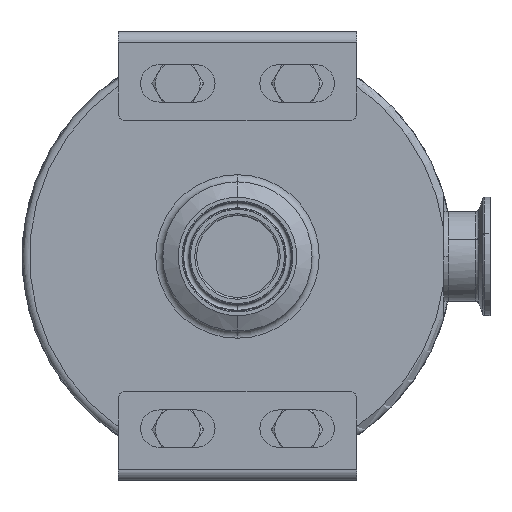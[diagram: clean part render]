
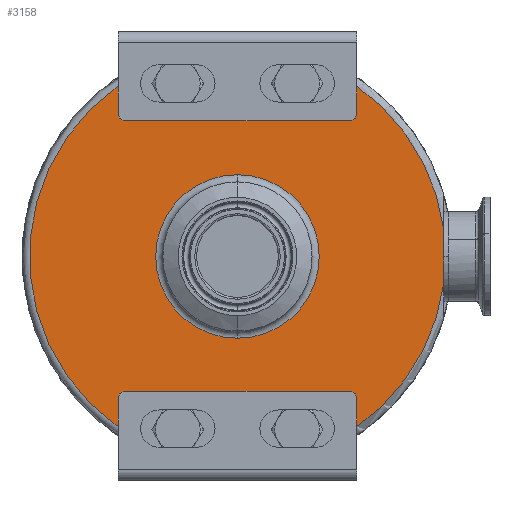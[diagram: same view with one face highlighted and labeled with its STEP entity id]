
A CAD part, front view. The second image highlights one B-rep face of the part: STEP entity #3158.
In plain terms, the highlighted planar face has unit normal (0, -1, 0).
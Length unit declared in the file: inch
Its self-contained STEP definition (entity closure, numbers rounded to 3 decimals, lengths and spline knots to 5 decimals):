
#142 = CIRCLE ( 'NONE', #6525, 0.125 ) ;
#160 = ORIENTED_EDGE ( 'NONE', *, *, #10036, .T. ) ;
#212 = AXIS2_PLACEMENT_3D ( 'NONE', #10039, #6130, #11041 ) ;
#293 = EDGE_CURVE ( 'NONE', #11167, #454, #766, .T. ) ;
#416 = DIRECTION ( 'NONE',  ( 1., 0., 0. ) ) ;
#454 = VERTEX_POINT ( 'NONE', #9297 ) ;
#486 = DIRECTION ( 'NONE',  ( 0., -1., 0. ) ) ;
#696 = ORIENTED_EDGE ( 'NONE', *, *, #3199, .T. ) ;
#724 = CARTESIAN_POINT ( 'NONE',  ( -1.875, -1.39, -2.25852 ) ) ;
#766 = CIRCLE ( 'NONE', #11971, 1.37 ) ;
#831 = DIRECTION ( 'NONE',  ( 0., 1., 0. ) ) ;
#842 = CARTESIAN_POINT ( 'NONE',  ( 3.454, -1.39, -0.4638 ) ) ;
#847 = ORIENTED_EDGE ( 'NONE', *, *, #9872, .T. ) ;
#888 = LINE ( 'NONE', #4374, #3316 ) ;
#915 = DIRECTION ( 'NONE',  ( 0., 0., -1. ) ) ;
#916 = DIRECTION ( 'NONE',  ( 0., 0., -1. ) ) ;
#918 = CARTESIAN_POINT ( 'NONE',  ( 2., -1.39, -2.85398 ) ) ;
#1077 = DIRECTION ( 'NONE',  ( 0., 0., -1. ) ) ;
#1146 = EDGE_CURVE ( 'NONE', #454, #11167, #3030, .T. ) ;
#1164 = DIRECTION ( 'NONE',  ( 0., 0., -1. ) ) ;
#1269 = CARTESIAN_POINT ( 'NONE',  ( -2., -1.39, -2.85398 ) ) ;
#1422 = VECTOR ( 'NONE', #7833, 39.37008 ) ;
#1958 = VERTEX_POINT ( 'NONE', #10767 ) ;
#1989 = VERTEX_POINT ( 'NONE', #10942 ) ;
#1998 = VECTOR ( 'NONE', #10017, 39.37008 ) ;
#2112 = EDGE_LOOP ( 'NONE', ( #8976, #6713, #160, #11142, #10547, #3553, #7082, #847, #12371, #4470, #8878, #5247, #696, #5713 ) ) ;
#2496 = EDGE_CURVE ( 'NONE', #12456, #2642, #11933, .T. ) ;
#2642 = VERTEX_POINT ( 'NONE', #1269 ) ;
#2681 = CARTESIAN_POINT ( 'NONE',  ( -1.875, -1.39, 2.39946 ) ) ;
#2740 = CARTESIAN_POINT ( 'NONE',  ( 0., -1.39, 0. ) ) ;
#2845 = CIRCLE ( 'NONE', #212, 0.125 ) ;
#2912 = VERTEX_POINT ( 'NONE', #918 ) ;
#3030 = CIRCLE ( 'NONE', #5023, 1.37 ) ;
#3123 = EDGE_CURVE ( 'NONE', #10263, #3677, #7500, .T. ) ;
#3158 = ADVANCED_FACE ( 'NONE', ( #5547, #12381 ), #8061, .F. ) ;
#3199 = EDGE_CURVE ( 'NONE', #2912, #8557, #6600, .T. ) ;
#3203 = DIRECTION ( 'NONE',  ( 0., 0., 1. ) ) ;
#3208 = EDGE_CURVE ( 'NONE', #11944, #1958, #3998, .T. ) ;
#3316 = VECTOR ( 'NONE', #10184, 39.37008 ) ;
#3462 = CARTESIAN_POINT ( 'NONE',  ( 2., -1.39, 3.58696 ) ) ;
#3553 = ORIENTED_EDGE ( 'NONE', *, *, #10126, .F. ) ;
#3575 = AXIS2_PLACEMENT_3D ( 'NONE', #2681, #11432, #4634 ) ;
#3652 = VERTEX_POINT ( 'NONE', #5764 ) ;
#3677 = VERTEX_POINT ( 'NONE', #724 ) ;
#3683 = CIRCLE ( 'NONE', #6276, 3.485 ) ;
#3735 = AXIS2_PLACEMENT_3D ( 'NONE', #4287, #11980, #3203 ) ;
#3827 = DIRECTION ( 'NONE',  ( 0., -1., 0. ) ) ;
#3955 = EDGE_CURVE ( 'NONE', #1989, #11944, #3683, .T. ) ;
#3998 = LINE ( 'NONE', #3462, #12229 ) ;
#4050 = CARTESIAN_POINT ( 'NONE',  ( 2., -1.39, -2.38352 ) ) ;
#4287 = CARTESIAN_POINT ( 'NONE',  ( -3.485, -1.39, 0. ) ) ;
#4374 = CARTESIAN_POINT ( 'NONE',  ( 2., -1.39, -3.57102 ) ) ;
#4379 = DIRECTION ( 'NONE',  ( 0., 0., -1. ) ) ;
#4425 = VECTOR ( 'NONE', #1164, 39.37008 ) ;
#4470 = ORIENTED_EDGE ( 'NONE', *, *, #7918, .F. ) ;
#4525 = DIRECTION ( 'NONE',  ( 0., 0., 1. ) ) ;
#4634 = DIRECTION ( 'NONE',  ( 0., 0., 1. ) ) ;
#5023 = AXIS2_PLACEMENT_3D ( 'NONE', #6131, #11244, #10302 ) ;
#5247 = ORIENTED_EDGE ( 'NONE', *, *, #11887, .F. ) ;
#5404 = DIRECTION ( 'NONE',  ( 0., 0., -1. ) ) ;
#5469 = VERTEX_POINT ( 'NONE', #4050 ) ;
#5547 = FACE_BOUND ( 'NONE', #9789, .T. ) ;
#5685 = EDGE_CURVE ( 'NONE', #10774, #3652, #11833, .T. ) ;
#5713 = ORIENTED_EDGE ( 'NONE', *, *, #7219, .T. ) ;
#5764 = CARTESIAN_POINT ( 'NONE',  ( 1.875, -1.39, 2.27446 ) ) ;
#6080 = LINE ( 'NONE', #9422, #7751 ) ;
#6130 = DIRECTION ( 'NONE',  ( 0., 1., 0. ) ) ;
#6131 = CARTESIAN_POINT ( 'NONE',  ( 0., -1.39, 0. ) ) ;
#6276 = AXIS2_PLACEMENT_3D ( 'NONE', #10836, #6880, #1077 ) ;
#6357 = CARTESIAN_POINT ( 'NONE',  ( -2., -1.39, 2.85398 ) ) ;
#6525 = AXIS2_PLACEMENT_3D ( 'NONE', #10615, #831, #10662 ) ;
#6588 = VERTEX_POINT ( 'NONE', #6668 ) ;
#6600 = CIRCLE ( 'NONE', #7003, 3.485 ) ;
#6668 = CARTESIAN_POINT ( 'NONE',  ( -2., -1.39, 2.39946 ) ) ;
#6713 = ORIENTED_EDGE ( 'NONE', *, *, #3208, .T. ) ;
#6755 = AXIS2_PLACEMENT_3D ( 'NONE', #9712, #3827, #916 ) ;
#6880 = DIRECTION ( 'NONE',  ( 0., -1., 0. ) ) ;
#6920 = LINE ( 'NONE', #10816, #1422 ) ;
#7003 = AXIS2_PLACEMENT_3D ( 'NONE', #8230, #486, #5404 ) ;
#7082 = ORIENTED_EDGE ( 'NONE', *, *, #2496, .T. ) ;
#7133 = CARTESIAN_POINT ( 'NONE',  ( -1.875, -1.39, -2.38352 ) ) ;
#7203 = CARTESIAN_POINT ( 'NONE',  ( -2., -1.39, 2.27446 ) ) ;
#7219 = EDGE_CURVE ( 'NONE', #8557, #1989, #6920, .T. ) ;
#7286 = VERTEX_POINT ( 'NONE', #8674 ) ;
#7500 = CIRCLE ( 'NONE', #9190, 0.125 ) ;
#7561 = VECTOR ( 'NONE', #416, 39.37008 ) ;
#7751 = VECTOR ( 'NONE', #4525, 39.37008 ) ;
#7833 = DIRECTION ( 'NONE',  ( 0., 0., 1. ) ) ;
#7918 = EDGE_CURVE ( 'NONE', #7286, #3677, #9161, .T. ) ;
#8022 = CARTESIAN_POINT ( 'NONE',  ( 2., -1.39, -2.25852 ) ) ;
#8061 = PLANE ( 'NONE',  #3735 ) ;
#8170 = EDGE_CURVE ( 'NONE', #10774, #6588, #10695, .T. ) ;
#8230 = CARTESIAN_POINT ( 'NONE',  ( 0., -1.39, 0. ) ) ;
#8354 = ORIENTED_EDGE ( 'NONE', *, *, #1146, .F. ) ;
#8557 = VERTEX_POINT ( 'NONE', #842 ) ;
#8674 = CARTESIAN_POINT ( 'NONE',  ( 1.875, -1.39, -2.25852 ) ) ;
#8878 = ORIENTED_EDGE ( 'NONE', *, *, #12366, .T. ) ;
#8976 = ORIENTED_EDGE ( 'NONE', *, *, #3955, .T. ) ;
#9076 = DIRECTION ( 'NONE',  ( 0., 0., -1. ) ) ;
#9161 = LINE ( 'NONE', #8022, #1998 ) ;
#9190 = AXIS2_PLACEMENT_3D ( 'NONE', #7133, #11940, #9076 ) ;
#9297 = CARTESIAN_POINT ( 'NONE',  ( 0., -1.39, 1.37 ) ) ;
#9422 = CARTESIAN_POINT ( 'NONE',  ( -2., -1.39, -3.57102 ) ) ;
#9712 = CARTESIAN_POINT ( 'NONE',  ( 0., -1.39, 0. ) ) ;
#9789 = EDGE_LOOP ( 'NONE', ( #9926, #8354 ) ) ;
#9850 = CARTESIAN_POINT ( 'NONE',  ( -2., -1.39, 3.58696 ) ) ;
#9872 = EDGE_CURVE ( 'NONE', #2642, #10263, #6080, .T. ) ;
#9890 = LINE ( 'NONE', #9850, #4425 ) ;
#9926 = ORIENTED_EDGE ( 'NONE', *, *, #293, .F. ) ;
#10017 = DIRECTION ( 'NONE',  ( -1., 0., 0. ) ) ;
#10036 = EDGE_CURVE ( 'NONE', #1958, #3652, #142, .T. ) ;
#10039 = CARTESIAN_POINT ( 'NONE',  ( 1.875, -1.39, -2.38352 ) ) ;
#10126 = EDGE_CURVE ( 'NONE', #12456, #6588, #9890, .T. ) ;
#10135 = CARTESIAN_POINT ( 'NONE',  ( -2., -1.39, -2.38352 ) ) ;
#10184 = DIRECTION ( 'NONE',  ( 0., 0., 1. ) ) ;
#10263 = VERTEX_POINT ( 'NONE', #10135 ) ;
#10302 = DIRECTION ( 'NONE',  ( 0., 0., -1. ) ) ;
#10547 = ORIENTED_EDGE ( 'NONE', *, *, #8170, .T. ) ;
#10615 = CARTESIAN_POINT ( 'NONE',  ( 1.875, -1.39, 2.39946 ) ) ;
#10662 = DIRECTION ( 'NONE',  ( 0., 0., 1. ) ) ;
#10695 = CIRCLE ( 'NONE', #3575, 0.125 ) ;
#10767 = CARTESIAN_POINT ( 'NONE',  ( 2., -1.39, 2.39946 ) ) ;
#10774 = VERTEX_POINT ( 'NONE', #11320 ) ;
#10816 = CARTESIAN_POINT ( 'NONE',  ( 3.454, -1.39, 0. ) ) ;
#10836 = CARTESIAN_POINT ( 'NONE',  ( 0., -1.39, 0. ) ) ;
#10942 = CARTESIAN_POINT ( 'NONE',  ( 3.454, -1.39, 0.4638 ) ) ;
#11041 = DIRECTION ( 'NONE',  ( 0., 0., -1. ) ) ;
#11142 = ORIENTED_EDGE ( 'NONE', *, *, #5685, .F. ) ;
#11167 = VERTEX_POINT ( 'NONE', #12066 ) ;
#11244 = DIRECTION ( 'NONE',  ( 0., -1., 0. ) ) ;
#11320 = CARTESIAN_POINT ( 'NONE',  ( -1.875, -1.39, 2.27446 ) ) ;
#11432 = DIRECTION ( 'NONE',  ( 0., 1., 0. ) ) ;
#11833 = LINE ( 'NONE', #7203, #7561 ) ;
#11864 = DIRECTION ( 'NONE',  ( 0., -1., 0. ) ) ;
#11887 = EDGE_CURVE ( 'NONE', #2912, #5469, #888, .T. ) ;
#11933 = CIRCLE ( 'NONE', #6755, 3.485 ) ;
#11940 = DIRECTION ( 'NONE',  ( 0., 1., 0. ) ) ;
#11944 = VERTEX_POINT ( 'NONE', #12359 ) ;
#11971 = AXIS2_PLACEMENT_3D ( 'NONE', #2740, #11864, #915 ) ;
#11980 = DIRECTION ( 'NONE',  ( 0., 1., 0. ) ) ;
#12066 = CARTESIAN_POINT ( 'NONE',  ( 0., -1.39, -1.37 ) ) ;
#12229 = VECTOR ( 'NONE', #4379, 39.37008 ) ;
#12359 = CARTESIAN_POINT ( 'NONE',  ( 2., -1.39, 2.85398 ) ) ;
#12366 = EDGE_CURVE ( 'NONE', #7286, #5469, #2845, .T. ) ;
#12371 = ORIENTED_EDGE ( 'NONE', *, *, #3123, .T. ) ;
#12381 = FACE_OUTER_BOUND ( 'NONE', #2112, .T. ) ;
#12456 = VERTEX_POINT ( 'NONE', #6357 ) ;
